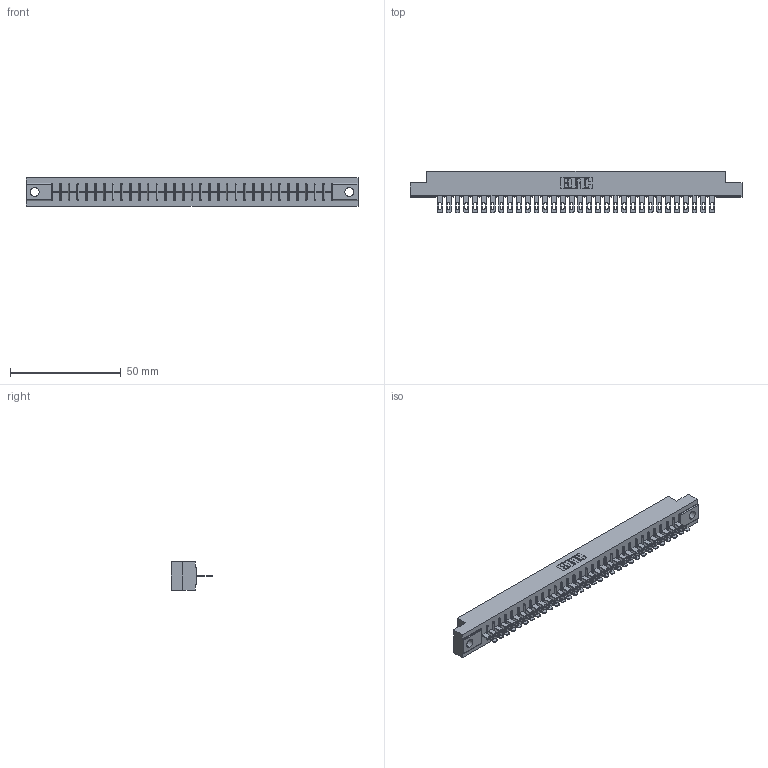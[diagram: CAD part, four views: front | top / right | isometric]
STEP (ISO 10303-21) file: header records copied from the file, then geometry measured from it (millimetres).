
FILE_DESCRIPTION (( 'STEP AP203' ), '1' );
FILE_NAME ('316-032-400-104.STEP', '2020-09-23T01:24:16', ( '' ), ( '' ), 'SwSTEP 2.0', 'SolidWorks 2020', '' );
FILE_SCHEMA (( 'CONFIG_CONTROL_DESIGN' ));
Length unit declared in the file: inch
Products named in the file (3): 306-290-001_100; 316-032-400-104; 306 Part_.156 Dia
Assembly tree (33 placements, depth 2):
  316-032-400-104
    306 Part_.156 Dia
    306-290-001_100  x32
Bounding box: 149.81 x 18.87 x 12.7 mm (x, y, z)
Volume: 16478.6 mm3; surface area: 17174.7 mm2
Topology: 33 solids, 33 shells, 2562 faces, 7232 edges, 4648 vertices
Faces by surface type: plane 1682, cylinder 752, sphere 128
Entity records: 31719 total; most frequent: CARTESIAN_POINT 5329, ORIENTED_EDGE 5280, DIRECTION 5248, EDGE_CURVE 2640, LINE 2066, VECTOR 2066, VERTEX_POINT 1672, AXIS2_PLACEMENT_3D 1591
